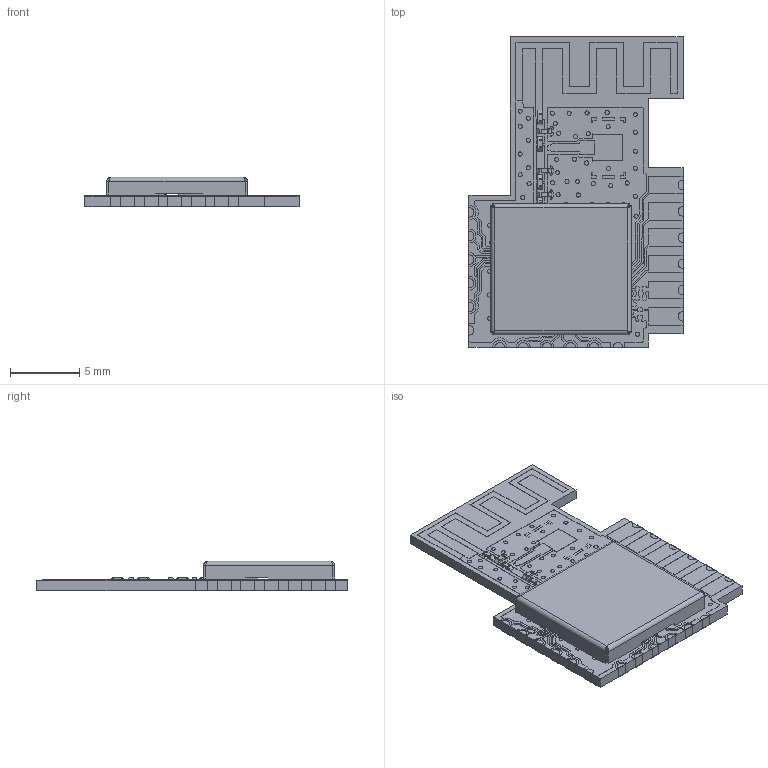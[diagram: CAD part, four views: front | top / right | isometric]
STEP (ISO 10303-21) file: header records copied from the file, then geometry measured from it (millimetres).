
FILE_DESCRIPTION(('STEP AP214'),'1');
FILE_NAME('MGM210L_standalone_mechanical.stp','2019-05-03T08:37:30',('parahikk'),(' '),'Spatial InterOp 3D','CST ACIS InterOp Converter 2016',' ');
FILE_SCHEMA(('AUTOMOTIVE_DESIGN { 1 0 10303 214 1 1 1 1 }'));
Length unit declared in the file: millimetre
Products named in the file (1): 1
Bounding box: 15.5 x 22.5 x 2.15 mm (x, y, z)
Volume: 263.3 mm3; surface area: 1817.2 mm2
Topology: 213 solids, 213 shells, 3502 faces, 9196 edges, 6120 vertices
Faces by surface type: plane 2910, cylinder 542, bspline 50
Entity records: 111006 total; most frequent: CARTESIAN_POINT 21113, ORIENTED_EDGE 18392, DIRECTION 17522, EDGE_CURVE 9196, LINE 8056, VECTOR 8056, VERTEX_POINT 6120, AXIS2_PLACEMENT_3D 4733
